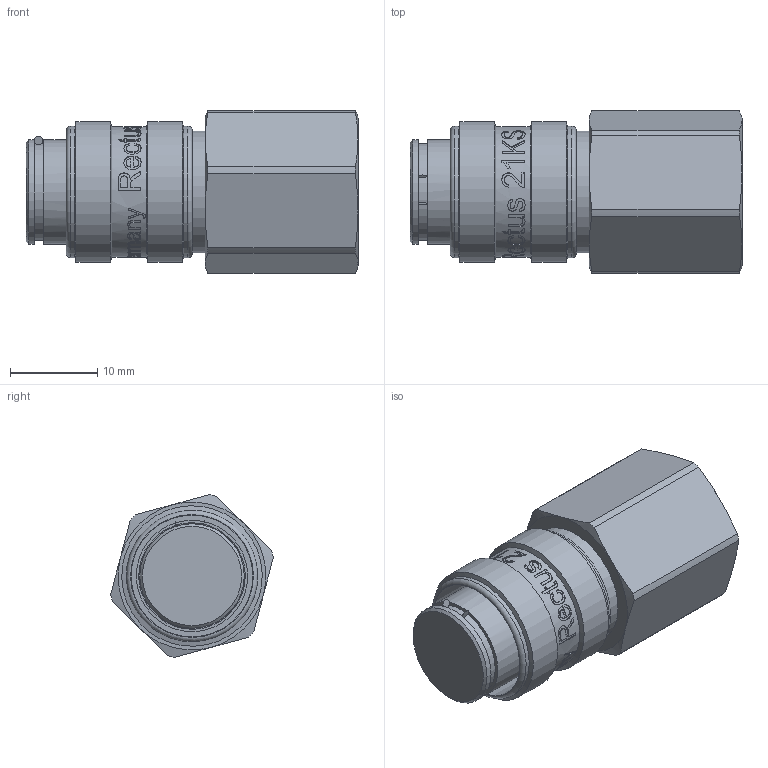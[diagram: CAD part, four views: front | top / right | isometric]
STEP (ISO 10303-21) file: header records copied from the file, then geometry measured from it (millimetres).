
FILE_DESCRIPTION((''),'2;1');
FILE_NAME('21ksiw13mpn.stp','2013-03-11T15:17:17',('IA176480'),(''),'Autodesk Inventor 2011','Autodesk Inventor 2011','');
FILE_SCHEMA(('AUTOMOTIVE_DESIGN { 1 0 10303 214 1 1 1 1 }'));
Length unit declared in the file: millimetre
Products named in the file (1): D105574
Bounding box: 38.15 x 18.68 x 18.72 mm (x, y, z)
Volume: 6599.8 mm3; surface area: 4125.6 mm2
Topology: 2 solids, 3 shells, 418 faces, 1088 edges, 717 vertices
Faces by surface type: bspline 183, plane 147, cylinder 59, cone 24, torus 5
Full cylindrical faces by diameter (mm): 7.5 x1, 10.681 x1, 10.7 x1, 11.15 x1, 11.445 x1, 12 x2, 12.25 x1, 12.8 x1, 14 x3, 15 x1, 15.1 x2, 16.15 x2
Entity records: 59015 total; most frequent: CARTESIAN_POINT 49987, ORIENTED_EDGE 2084, DIRECTION 1133, EDGE_CURVE 1042, VERTEX_POINT 706, EDGE_LOOP 498, B_SPLINE_CURVE_WITH_KNOTS 495, FACE_OUTER_BOUND 418
